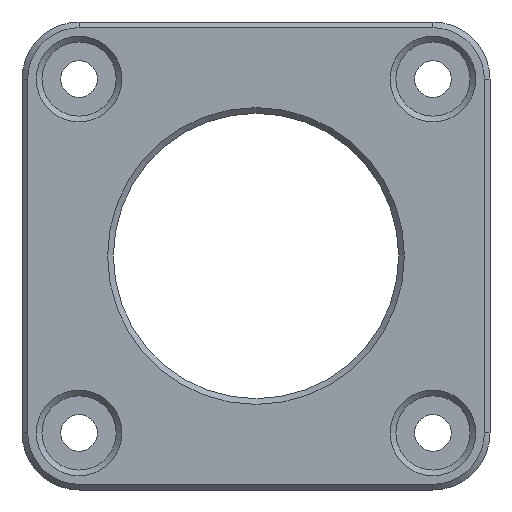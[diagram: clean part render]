
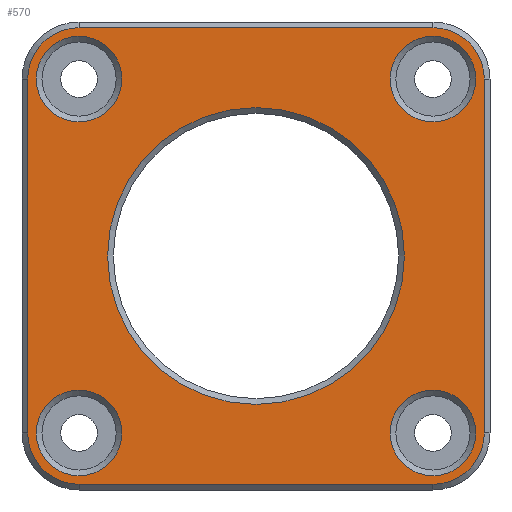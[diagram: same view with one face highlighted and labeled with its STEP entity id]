
A CAD part, left-side view. The second image highlights one B-rep face of the part: STEP entity #570.
In plain terms, the highlighted planar face has unit normal (-1, 0, 0).
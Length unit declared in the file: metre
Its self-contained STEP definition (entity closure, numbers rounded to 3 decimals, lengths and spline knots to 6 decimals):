
#29=PLANE('',#646);
#55=LINE('',#977,#83);
#56=LINE('',#982,#84);
#57=LINE('',#986,#85);
#58=LINE('',#990,#86);
#83=VECTOR('',#796,1.);
#84=VECTOR('',#799,1.);
#85=VECTOR('',#802,1.);
#86=VECTOR('',#805,1.);
#156=ORIENTED_EDGE('',*,*,#269,.T.);
#157=ORIENTED_EDGE('',*,*,#270,.T.);
#158=ORIENTED_EDGE('',*,*,#271,.T.);
#159=ORIENTED_EDGE('',*,*,#272,.T.);
#160=ORIENTED_EDGE('',*,*,#273,.T.);
#161=ORIENTED_EDGE('',*,*,#274,.T.);
#162=ORIENTED_EDGE('',*,*,#275,.T.);
#163=ORIENTED_EDGE('',*,*,#276,.T.);
#164=ORIENTED_EDGE('',*,*,#277,.T.);
#165=ORIENTED_EDGE('',*,*,#278,.T.);
#166=ORIENTED_EDGE('',*,*,#279,.T.);
#167=ORIENTED_EDGE('',*,*,#280,.T.);
#168=ORIENTED_EDGE('',*,*,#281,.T.);
#269=EDGE_CURVE('',#329,#329,#373,.F.);
#270=EDGE_CURVE('',#330,#330,#374,.F.);
#271=EDGE_CURVE('',#331,#331,#375,.F.);
#272=EDGE_CURVE('',#332,#332,#376,.F.);
#273=EDGE_CURVE('',#333,#333,#377,.F.);
#274=EDGE_CURVE('',#334,#335,#55,.T.);
#275=EDGE_CURVE('',#335,#336,#378,.T.);
#276=EDGE_CURVE('',#336,#337,#56,.T.);
#277=EDGE_CURVE('',#337,#338,#379,.T.);
#278=EDGE_CURVE('',#338,#339,#57,.T.);
#279=EDGE_CURVE('',#339,#340,#380,.T.);
#280=EDGE_CURVE('',#340,#341,#58,.T.);
#281=EDGE_CURVE('',#341,#334,#381,.T.);
#329=VERTEX_POINT('',#968);
#330=VERTEX_POINT('',#970);
#331=VERTEX_POINT('',#972);
#332=VERTEX_POINT('',#974);
#333=VERTEX_POINT('',#976);
#334=VERTEX_POINT('',#978);
#335=VERTEX_POINT('',#979);
#336=VERTEX_POINT('',#981);
#337=VERTEX_POINT('',#983);
#338=VERTEX_POINT('',#985);
#339=VERTEX_POINT('',#987);
#340=VERTEX_POINT('',#989);
#341=VERTEX_POINT('',#991);
#373=CIRCLE('',#647,0.00375);
#374=CIRCLE('',#648,0.00375);
#375=CIRCLE('',#649,0.00375);
#376=CIRCLE('',#650,0.00375);
#377=CIRCLE('',#651,0.013);
#378=CIRCLE('',#652,0.0045);
#379=CIRCLE('',#653,0.0045);
#380=CIRCLE('',#654,0.0045);
#381=CIRCLE('',#655,0.0045);
#421=EDGE_LOOP('',(#156));
#422=EDGE_LOOP('',(#157));
#423=EDGE_LOOP('',(#158));
#424=EDGE_LOOP('',(#159));
#425=EDGE_LOOP('',(#160));
#426=EDGE_LOOP('',(#161,#162,#163,#164,#165,#166,#167,#168));
#495=FACE_BOUND('',#421,.T.);
#496=FACE_BOUND('',#422,.T.);
#497=FACE_BOUND('',#423,.T.);
#498=FACE_BOUND('',#424,.T.);
#499=FACE_BOUND('',#425,.T.);
#500=FACE_BOUND('',#426,.T.);
#570=ADVANCED_FACE('',(#495,#496,#497,#498,#499,#500),#29,.T.);
#646=AXIS2_PLACEMENT_3D('',#966,#784,#785);
#647=AXIS2_PLACEMENT_3D('',#967,#786,#787);
#648=AXIS2_PLACEMENT_3D('',#969,#788,#789);
#649=AXIS2_PLACEMENT_3D('',#971,#790,#791);
#650=AXIS2_PLACEMENT_3D('',#973,#792,#793);
#651=AXIS2_PLACEMENT_3D('',#975,#794,#795);
#652=AXIS2_PLACEMENT_3D('',#980,#797,#798);
#653=AXIS2_PLACEMENT_3D('',#984,#800,#801);
#654=AXIS2_PLACEMENT_3D('',#988,#803,#804);
#655=AXIS2_PLACEMENT_3D('',#992,#806,#807);
#784=DIRECTION('',(-1.,0.,0.));
#785=DIRECTION('',(0.,-1.,0.));
#786=DIRECTION('',(-1.,0.,0.));
#787=DIRECTION('',(0.,0.,1.));
#788=DIRECTION('',(-1.,0.,0.));
#789=DIRECTION('',(0.,0.,1.));
#790=DIRECTION('',(-1.,0.,0.));
#791=DIRECTION('',(0.,0.,1.));
#792=DIRECTION('',(-1.,0.,0.));
#793=DIRECTION('',(0.,0.,1.));
#794=DIRECTION('',(-1.,0.,0.));
#795=DIRECTION('',(0.,0.,1.));
#796=DIRECTION('',(0.,-1.,0.));
#797=DIRECTION('',(-1.,0.,0.));
#798=DIRECTION('',(0.,0.,1.));
#799=DIRECTION('',(0.,0.,1.));
#800=DIRECTION('',(-1.,0.,0.));
#801=DIRECTION('',(0.,0.,1.));
#802=DIRECTION('',(0.,1.,0.));
#803=DIRECTION('',(-1.,0.,0.));
#804=DIRECTION('',(0.,0.,1.));
#805=DIRECTION('',(0.,0.,-1.));
#806=DIRECTION('',(-1.,0.,0.));
#807=DIRECTION('',(0.,0.,1.));
#966=CARTESIAN_POINT('',(-0.059804,0.0225,0.043));
#967=CARTESIAN_POINT('',(-0.059804,0.007,0.0275));
#968=CARTESIAN_POINT('',(-0.059804,0.007,0.03125));
#969=CARTESIAN_POINT('',(-0.059804,0.007,0.0585));
#970=CARTESIAN_POINT('',(-0.059804,0.007,0.06225));
#971=CARTESIAN_POINT('',(-0.059804,0.038,0.0585));
#972=CARTESIAN_POINT('',(-0.059804,0.038,0.06225));
#973=CARTESIAN_POINT('',(-0.059804,0.038,0.0275));
#974=CARTESIAN_POINT('',(-0.059804,0.038,0.03125));
#975=CARTESIAN_POINT('',(-0.059804,0.0225,0.043));
#976=CARTESIAN_POINT('',(-0.059804,0.0225,0.056));
#977=CARTESIAN_POINT('',(-0.059804,0.007,0.023));
#978=CARTESIAN_POINT('',(-0.059804,0.038,0.023));
#979=CARTESIAN_POINT('',(-0.059804,0.007,0.023));
#980=CARTESIAN_POINT('',(-0.059804,0.007,0.0275));
#981=CARTESIAN_POINT('',(-0.059804,0.0025,0.0275));
#982=CARTESIAN_POINT('',(-0.059804,0.0025,0.043));
#983=CARTESIAN_POINT('',(-0.059804,0.0025,0.0585));
#984=CARTESIAN_POINT('',(-0.059804,0.007,0.0585));
#985=CARTESIAN_POINT('',(-0.059804,0.007,0.063));
#986=CARTESIAN_POINT('',(-0.059804,0.0225,0.063));
#987=CARTESIAN_POINT('',(-0.059804,0.038,0.063));
#988=CARTESIAN_POINT('',(-0.059804,0.038,0.0585));
#989=CARTESIAN_POINT('',(-0.059804,0.0425,0.0585));
#990=CARTESIAN_POINT('',(-0.059804,0.0425,0.043));
#991=CARTESIAN_POINT('',(-0.059804,0.0425,0.0275));
#992=CARTESIAN_POINT('',(-0.059804,0.038,0.0275));
